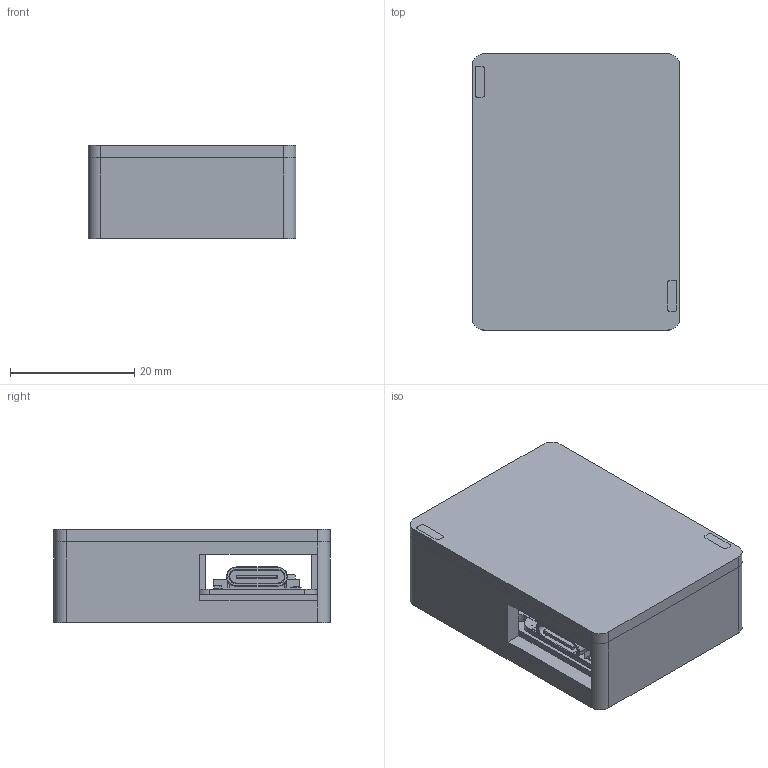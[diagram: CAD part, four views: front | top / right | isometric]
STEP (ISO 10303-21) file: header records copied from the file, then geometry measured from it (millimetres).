
FILE_DESCRIPTION(/* description */ (''),/* implementation_level */ '2;1');
FILE_NAME(/* name */ 'main_stp.step',/* time_stamp */ '2026-01-06T10:31:00+05:30',/* author */ (''),/* organization */ (''),/* preprocessor_version */ 'ST-DEVELOPER v20.1',/* originating_system */ 'Autodesk Translation Framework v14.21.0.0',/* authorisation */ '');
FILE_SCHEMA (('AUTOMOTIVE_DESIGN { 1 0 10303 214 3 1 1 }'));
Products named in the file (79): 2025-12-15-15-59-03-295; mojo_jojo 1; Analog_LFCSP-16-1EP_4x4mm_P0.65mm_EP2.1x2.1mm; mojo_jojo 1.3.1; SW_DIP_SPSTx01_Slide_6.7x4.1mm_W6.73mm_P2.54mm_LowProfile_JPin; LED_0603_1608Metric; SOT-223; Seeed Studio XIAO nRF52840; Seeed Studio XIAO nRF52840_1; EMF Shield; Pins 0-6; Pins 7-13; BAT pads; Unpopulated 6 pin pad; JTAG like thing probably; NFC pads; Board & tiny components; PCB Component:1; Board:1; R0201:R1; R0201:R2; R0201:R22; R0201:R31; R0201:R32; R0201:R9; R0201:R3; R0201:R4; R0201:R5; R0201:R6; R0201:R7; R0201:R8; R0201:R10; F0603:F1; C0201:C23; C0201:C39; C0201:C40; C0201:C41; C0201:C42; C0201:C43; C0201:C44 ...
Assembly tree (104 placements, depth 7):
  2025-12-15-15-59-03-295
    mojo_jojo 1
      R_0201_0603Metric  x19
      Analog_LFCSP-16-1EP_4x4mm_P0.65mm_EP2.1x2.1mm
        mojo_jojo 1.3.1
      C_0402_1005Metric  x2
      C_0201_0603Metric  x8
      SW_DIP_SPSTx01_Slide_6.7x4.1mm_W6.73mm_P2.54mm_LowProfile_JPin
      LED_0603_1608Metric
      SOT-223
      Seeed Studio XIAO nRF52840
        Seeed Studio XIAO nRF52840_1
          EMF Shield
          Pins 0-6
          Pins 7-13
          BAT pads
          Unpopulated 6 pin pad
          JTAG like thing probably
          NFC pads
          Board & tiny components
            PCB Component:1
              Board:1
              R0201:R1
              R0201:R2
              R0201:R22
              R0201:R31
              R0201:R32
              R0201:R9
              R0201:R3
              R0201:R4
              R0201:R5
              R0201:R6
              R0201:R7
              R0201:R8
              R0201:R10
              F0603:F1
              C0201:C23
              C0201:C39
              C0201:C40
              C0201:C41
              C0201:C42
              C0201:C43
              C0201:C44
              C0201:C45
              C0201:C48
              C0201:C50
              C0201:C53
              C0201:C54
              C0201:C4
              C0201:C1
              C0201:C2
              C0201:C3
              C0201:C5
              C0201:C6
              C0201:C7
              C0201:C8
              C0201:C9
              C0201:C10
              C0201:C11
              C0201:C12
Bounding box: 33.5 x 44.5 x 15 mm (x, y, z)
Volume: 12226.1 mm3; surface area: 14460.8 mm2
Topology: 157 solids, 157 shells, 3270 faces, 8624 edges, 5705 vertices
Faces by surface type: plane 2567, cylinder 401, bspline 302
Full cylindrical faces by diameter (mm): 0.25 x1, 0.7 x4, 1 x5, 1.635 x1, 2.08 x1, 2.121 x1
Entity records: 85468 total; most frequent: CARTESIAN_POINT 17642, ORIENTED_EDGE 13648, DIRECTION 12620, EDGE_CURVE 6824, LINE 5930, VECTOR 5930, VERTEX_POINT 4529, AXIS2_PLACEMENT_3D 3345
